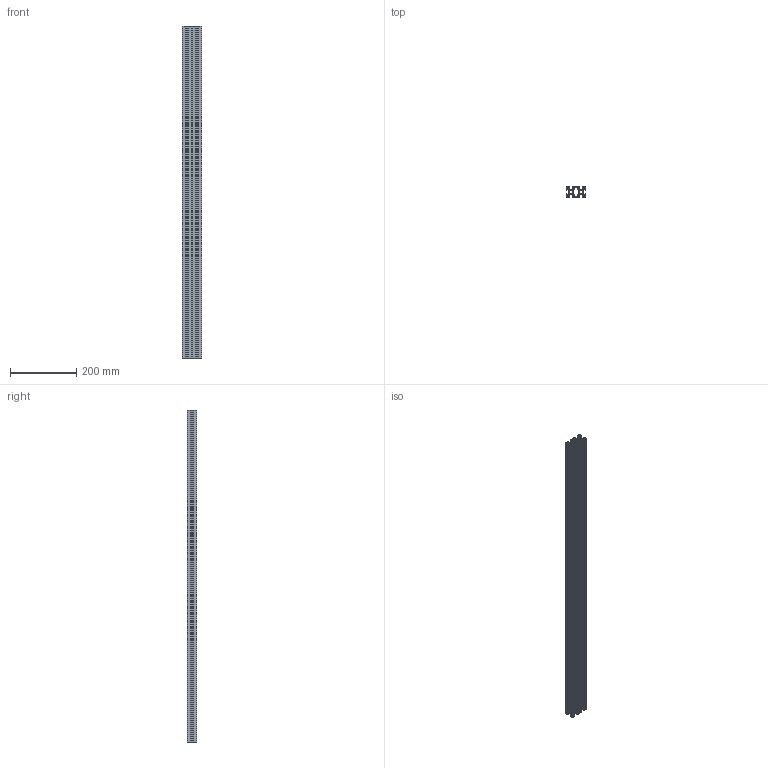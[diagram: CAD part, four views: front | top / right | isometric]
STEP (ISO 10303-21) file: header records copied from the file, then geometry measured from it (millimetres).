
FILE_DESCRIPTION (( 'STEP AP214' ), '1' );
FILE_NAME ('Ñáîðêà3.STEP', '2023-03-01T12:06:21', ( '' ), ( '' ), 'SwSTEP 2.0', 'SolidWorks 2022', '' );
FILE_SCHEMA (( 'AUTOMOTIVE_DESIGN' ));
Length unit declared in the file: millimetre
Products named in the file (2): 336SL Конструкционный профиль 30х60SL_00; Сборка3
Assembly tree (1 placements, depth 2):
  Сборка3
    336SL Конструкционный профиль 30х60SL_00
Bounding box: 60 x 30 x 1000 mm (x, y, z)
Volume: 341003 mm3; surface area: 689560.8 mm2
Topology: 1 solids, 1 shells, 610 faces, 1824 edges, 1216 vertices
Faces by surface type: cylinder 346, plane 264
Entity records: 20874 total; most frequent: DIRECTION 3744, CARTESIAN_POINT 3654, ORIENTED_EDGE 3648, EDGE_CURVE 1824, AXIS2_PLACEMENT_3D 1306, VERTEX_POINT 1216, LINE 1132, VECTOR 1132
